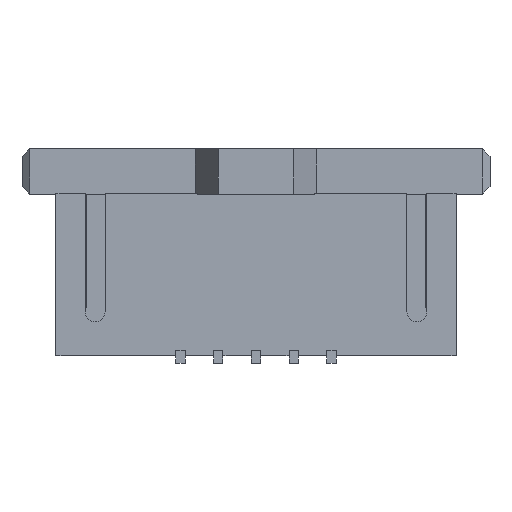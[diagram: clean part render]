
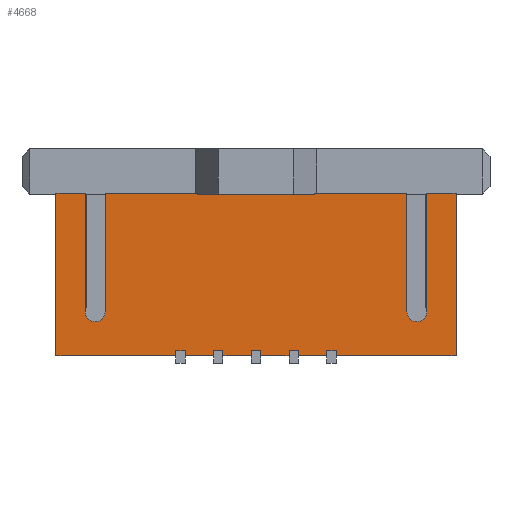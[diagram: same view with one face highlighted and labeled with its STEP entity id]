
A CAD part, front view. The second image highlights one B-rep face of the part: STEP entity #4668.
In plain terms, the highlighted planar face has unit normal (0, -1, 0).
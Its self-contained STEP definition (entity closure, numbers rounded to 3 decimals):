
#142=DIRECTION('',(-1.,0.,0.));
#143=VECTOR('',#142,0.78);
#144=CARTESIAN_POINT('',(-4.52,-1.5,0.));
#145=LINE('',#144,#143);
#158=DIRECTION('',(-1.,0.,0.));
#159=VECTOR('',#158,2.452);
#160=CARTESIAN_POINT('',(-1.548,-1.5,0.));
#161=LINE('',#160,#159);
#178=DIRECTION('',(-1.,0.,0.));
#179=VECTOR('',#178,2.452);
#180=CARTESIAN_POINT('',(4.,-1.5,0.));
#181=LINE('',#180,#179);
#190=DIRECTION('',(-1.,0.,0.));
#191=VECTOR('',#190,0.78);
#192=CARTESIAN_POINT('',(5.3,-1.5,0.));
#193=LINE('',#192,#191);
#546=DIRECTION('',(0.,0.,1.));
#547=VECTOR('',#546,4.3);
#548=CARTESIAN_POINT('',(5.3,-1.5,-4.3));
#549=LINE('',#548,#547);
#926=DIRECTION('',(0.,0.,1.));
#927=VECTOR('',#926,0.13);
#928=CARTESIAN_POINT('',(-2.125,-1.5,-4.3));
#929=LINE('',#928,#927);
#930=DIRECTION('',(0.,0.,1.));
#931=VECTOR('',#930,4.3);
#932=CARTESIAN_POINT('',(-5.3,-1.5,-4.3));
#933=LINE('',#932,#931);
#934=DIRECTION('',(0.,0.,-1.));
#935=VECTOR('',#934,3.14);
#936=CARTESIAN_POINT('',(-4.52,-1.5,0.));
#937=LINE('',#936,#935);
#938=CARTESIAN_POINT('',(-4.26,-1.5,-3.14));
#939=DIRECTION('',(0.,1.,0.));
#940=DIRECTION('',(1.,0.,0.));
#941=AXIS2_PLACEMENT_3D('',#938,#939,#940);
#943=DIRECTION('',(0.,0.,-1.));
#944=VECTOR('',#943,3.14);
#945=CARTESIAN_POINT('',(-4.,-1.5,0.));
#946=LINE('',#945,#944);
#947=DIRECTION('',(0.,0.,-1.));
#948=VECTOR('',#947,0.02);
#949=CARTESIAN_POINT('',(-1.548,-1.5,0.));
#950=LINE('',#949,#948);
#951=DIRECTION('',(1.,0.,0.));
#952=VECTOR('',#951,3.097);
#953=CARTESIAN_POINT('',(-1.548,-1.5,-0.02));
#954=LINE('',#953,#952);
#955=DIRECTION('',(0.,0.,-1.));
#956=VECTOR('',#955,0.02);
#957=CARTESIAN_POINT('',(1.548,-1.5,0.));
#958=LINE('',#957,#956);
#959=DIRECTION('',(0.,0.,-1.));
#960=VECTOR('',#959,3.14);
#961=CARTESIAN_POINT('',(4.,-1.5,0.));
#962=LINE('',#961,#960);
#963=CARTESIAN_POINT('',(4.26,-1.5,-3.14));
#964=DIRECTION('',(0.,1.,0.));
#965=DIRECTION('',(1.,0.,0.));
#966=AXIS2_PLACEMENT_3D('',#963,#964,#965);
#968=DIRECTION('',(0.,0.,-1.));
#969=VECTOR('',#968,3.14);
#970=CARTESIAN_POINT('',(4.52,-1.5,0.));
#971=LINE('',#970,#969);
#972=DIRECTION('',(0.,0.,-1.));
#973=VECTOR('',#972,0.13);
#974=CARTESIAN_POINT('',(2.125,-1.5,-4.17));
#975=LINE('',#974,#973);
#976=DIRECTION('',(-1.,0.,0.));
#977=VECTOR('',#976,0.25);
#978=CARTESIAN_POINT('',(2.125,-1.5,-4.17));
#979=LINE('',#978,#977);
#980=DIRECTION('',(0.,0.,-1.));
#981=VECTOR('',#980,0.13);
#982=CARTESIAN_POINT('',(1.875,-1.5,-4.17));
#983=LINE('',#982,#981);
#984=DIRECTION('',(0.,0.,1.));
#985=VECTOR('',#984,0.13);
#986=CARTESIAN_POINT('',(1.125,-1.5,-4.3));
#987=LINE('',#986,#985);
#988=DIRECTION('',(1.,0.,0.));
#989=VECTOR('',#988,0.25);
#990=CARTESIAN_POINT('',(0.875,-1.5,-4.17));
#991=LINE('',#990,#989);
#992=DIRECTION('',(0.,0.,1.));
#993=VECTOR('',#992,0.13);
#994=CARTESIAN_POINT('',(0.875,-1.5,-4.3));
#995=LINE('',#994,#993);
#996=DIRECTION('',(0.,0.,1.));
#997=VECTOR('',#996,0.13);
#998=CARTESIAN_POINT('',(0.125,-1.5,-4.3));
#999=LINE('',#998,#997);
#1000=DIRECTION('',(1.,0.,0.));
#1001=VECTOR('',#1000,0.25);
#1002=CARTESIAN_POINT('',(-0.125,-1.5,-4.17));
#1003=LINE('',#1002,#1001);
#1004=DIRECTION('',(0.,0.,1.));
#1005=VECTOR('',#1004,0.13);
#1006=CARTESIAN_POINT('',(-0.125,-1.5,-4.3));
#1007=LINE('',#1006,#1005);
#1008=DIRECTION('',(0.,0.,1.));
#1009=VECTOR('',#1008,0.13);
#1010=CARTESIAN_POINT('',(-0.875,-1.5,-4.3));
#1011=LINE('',#1010,#1009);
#1012=DIRECTION('',(1.,0.,0.));
#1013=VECTOR('',#1012,0.25);
#1014=CARTESIAN_POINT('',(-1.125,-1.5,-4.17));
#1015=LINE('',#1014,#1013);
#1016=DIRECTION('',(0.,0.,1.));
#1017=VECTOR('',#1016,0.13);
#1018=CARTESIAN_POINT('',(-1.125,-1.5,-4.3));
#1019=LINE('',#1018,#1017);
#1020=DIRECTION('',(0.,0.,1.));
#1021=VECTOR('',#1020,0.13);
#1022=CARTESIAN_POINT('',(-1.875,-1.5,-4.3));
#1023=LINE('',#1022,#1021);
#1024=DIRECTION('',(1.,0.,0.));
#1025=VECTOR('',#1024,0.25);
#1026=CARTESIAN_POINT('',(-2.125,-1.5,-4.17));
#1027=LINE('',#1026,#1025);
#1164=DIRECTION('',(-1.,0.,0.));
#1165=VECTOR('',#1164,3.175);
#1166=CARTESIAN_POINT('',(5.3,-1.5,-4.3));
#1167=LINE('',#1166,#1165);
#1208=DIRECTION('',(-1.,0.,0.));
#1209=VECTOR('',#1208,0.75);
#1210=CARTESIAN_POINT('',(1.875,-1.5,-4.3));
#1211=LINE('',#1210,#1209);
#1224=DIRECTION('',(-1.,0.,0.));
#1225=VECTOR('',#1224,0.75);
#1226=CARTESIAN_POINT('',(0.875,-1.5,-4.3));
#1227=LINE('',#1226,#1225);
#1240=DIRECTION('',(-1.,0.,0.));
#1241=VECTOR('',#1240,0.75);
#1242=CARTESIAN_POINT('',(-0.125,-1.5,-4.3));
#1243=LINE('',#1242,#1241);
#1288=DIRECTION('',(-1.,0.,0.));
#1289=VECTOR('',#1288,3.175);
#1290=CARTESIAN_POINT('',(-2.125,-1.5,-4.3));
#1291=LINE('',#1290,#1289);
#1296=DIRECTION('',(-1.,0.,0.));
#1297=VECTOR('',#1296,0.75);
#1298=CARTESIAN_POINT('',(-1.125,-1.5,-4.3));
#1299=LINE('',#1298,#1297);
#2738=CARTESIAN_POINT('',(-5.3,-1.5,-4.3));
#2739=CARTESIAN_POINT('',(-5.3,-1.5,0.));
#2740=VERTEX_POINT('',#2738);
#2741=VERTEX_POINT('',#2739);
#2742=CARTESIAN_POINT('',(5.3,-1.5,-4.3));
#2743=CARTESIAN_POINT('',(5.3,-1.5,0.));
#2744=VERTEX_POINT('',#2742);
#2745=VERTEX_POINT('',#2743);
#2766=CARTESIAN_POINT('',(-4.,-1.5,0.));
#2767=CARTESIAN_POINT('',(-4.,-1.5,-3.14));
#2768=VERTEX_POINT('',#2766);
#2769=VERTEX_POINT('',#2767);
#2770=CARTESIAN_POINT('',(-4.52,-1.5,-3.14));
#2771=VERTEX_POINT('',#2770);
#2772=CARTESIAN_POINT('',(-4.52,-1.5,0.));
#2773=VERTEX_POINT('',#2772);
#2774=CARTESIAN_POINT('',(4.52,-1.5,0.));
#2775=CARTESIAN_POINT('',(4.52,-1.5,-3.14));
#2776=VERTEX_POINT('',#2774);
#2777=VERTEX_POINT('',#2775);
#2778=CARTESIAN_POINT('',(4.,-1.5,-3.14));
#2779=VERTEX_POINT('',#2778);
#2780=CARTESIAN_POINT('',(4.,-1.5,0.));
#2781=VERTEX_POINT('',#2780);
#2914=CARTESIAN_POINT('',(1.875,-1.5,-4.17));
#2915=CARTESIAN_POINT('',(1.875,-1.5,-4.3));
#2916=VERTEX_POINT('',#2914);
#2917=VERTEX_POINT('',#2915);
#2918=CARTESIAN_POINT('',(2.125,-1.5,-4.17));
#2919=CARTESIAN_POINT('',(2.125,-1.5,-4.3));
#2920=VERTEX_POINT('',#2918);
#2921=VERTEX_POINT('',#2919);
#3020=CARTESIAN_POINT('',(-1.548,-1.5,-0.02));
#3021=VERTEX_POINT('',#3020);
#3022=CARTESIAN_POINT('',(1.548,-1.5,-0.02));
#3023=VERTEX_POINT('',#3022);
#3208=CARTESIAN_POINT('',(-1.548,-1.5,0.));
#3209=VERTEX_POINT('',#3208);
#3210=CARTESIAN_POINT('',(1.548,-1.5,0.));
#3211=VERTEX_POINT('',#3210);
#3302=CARTESIAN_POINT('',(0.875,-1.5,-4.17));
#3303=VERTEX_POINT('',#3302);
#3304=CARTESIAN_POINT('',(1.125,-1.5,-4.17));
#3305=VERTEX_POINT('',#3304);
#3370=CARTESIAN_POINT('',(-0.125,-1.5,-4.17));
#3371=VERTEX_POINT('',#3370);
#3372=CARTESIAN_POINT('',(0.125,-1.5,-4.17));
#3373=VERTEX_POINT('',#3372);
#3402=CARTESIAN_POINT('',(0.875,-1.5,-4.3));
#3404=VERTEX_POINT('',#3402);
#3406=CARTESIAN_POINT('',(1.125,-1.5,-4.3));
#3408=VERTEX_POINT('',#3406);
#3414=CARTESIAN_POINT('',(-0.125,-1.5,-4.3));
#3416=VERTEX_POINT('',#3414);
#3418=CARTESIAN_POINT('',(0.125,-1.5,-4.3));
#3420=VERTEX_POINT('',#3418);
#3462=CARTESIAN_POINT('',(-1.125,-1.5,-4.17));
#3463=VERTEX_POINT('',#3462);
#3464=CARTESIAN_POINT('',(-0.875,-1.5,-4.17));
#3465=VERTEX_POINT('',#3464);
#3494=CARTESIAN_POINT('',(-1.125,-1.5,-4.3));
#3496=VERTEX_POINT('',#3494);
#3498=CARTESIAN_POINT('',(-0.875,-1.5,-4.3));
#3500=VERTEX_POINT('',#3498);
#3542=CARTESIAN_POINT('',(-2.125,-1.5,-4.17));
#3543=VERTEX_POINT('',#3542);
#3544=CARTESIAN_POINT('',(-1.875,-1.5,-4.17));
#3545=VERTEX_POINT('',#3544);
#3574=CARTESIAN_POINT('',(-2.125,-1.5,-4.3));
#3576=VERTEX_POINT('',#3574);
#3578=CARTESIAN_POINT('',(-1.875,-1.5,-4.3));
#3580=VERTEX_POINT('',#3578);
#4597=CARTESIAN_POINT('',(-5.3,-1.5,0.));
#4598=DIRECTION('',(0.,-1.,0.));
#4599=DIRECTION('',(1.,0.,0.));
#4600=AXIS2_PLACEMENT_3D('',#4597,#4598,#4599);
#4601=PLANE('',#4600);
#4603=ORIENTED_EDGE('',*,*,#4602,.F.);
#4605=ORIENTED_EDGE('',*,*,#4604,.T.);
#4607=ORIENTED_EDGE('',*,*,#4606,.T.);
#4608=ORIENTED_EDGE('',*,*,#3595,.F.);
#4610=ORIENTED_EDGE('',*,*,#4609,.T.);
#4612=ORIENTED_EDGE('',*,*,#4611,.F.);
#4614=ORIENTED_EDGE('',*,*,#4613,.F.);
#4615=ORIENTED_EDGE('',*,*,#3611,.F.);
#4616=ORIENTED_EDGE('',*,*,#3940,.T.);
#4617=ORIENTED_EDGE('',*,*,#3807,.T.);
#4619=ORIENTED_EDGE('',*,*,#4618,.F.);
#4620=ORIENTED_EDGE('',*,*,#3629,.F.);
#4622=ORIENTED_EDGE('',*,*,#4621,.T.);
#4624=ORIENTED_EDGE('',*,*,#4623,.F.);
#4626=ORIENTED_EDGE('',*,*,#4625,.F.);
#4627=ORIENTED_EDGE('',*,*,#3643,.F.);
#4628=ORIENTED_EDGE('',*,*,#4076,.F.);
#4630=ORIENTED_EDGE('',*,*,#4629,.T.);
#4632=ORIENTED_EDGE('',*,*,#4631,.F.);
#4634=ORIENTED_EDGE('',*,*,#4633,.T.);
#4635=ORIENTED_EDGE('',*,*,#4539,.T.);
#4637=ORIENTED_EDGE('',*,*,#4636,.T.);
#4639=ORIENTED_EDGE('',*,*,#4638,.T.);
#4641=ORIENTED_EDGE('',*,*,#4640,.F.);
#4643=ORIENTED_EDGE('',*,*,#4642,.F.);
#4645=ORIENTED_EDGE('',*,*,#4644,.T.);
#4647=ORIENTED_EDGE('',*,*,#4646,.T.);
#4649=ORIENTED_EDGE('',*,*,#4648,.F.);
#4651=ORIENTED_EDGE('',*,*,#4650,.F.);
#4653=ORIENTED_EDGE('',*,*,#4652,.T.);
#4655=ORIENTED_EDGE('',*,*,#4654,.T.);
#4657=ORIENTED_EDGE('',*,*,#4656,.F.);
#4659=ORIENTED_EDGE('',*,*,#4658,.F.);
#4661=ORIENTED_EDGE('',*,*,#4660,.T.);
#4663=ORIENTED_EDGE('',*,*,#4662,.T.);
#4665=ORIENTED_EDGE('',*,*,#4664,.F.);
#4666=EDGE_LOOP('',(#4603,#4605,#4607,#4608,#4610,#4612,#4614,#4615,#4616,#4617,
#4619,#4620,#4622,#4624,#4626,#4627,#4628,#4630,#4632,#4634,#4635,#4637,#4639,
#4641,#4643,#4645,#4647,#4649,#4651,#4653,#4655,#4657,#4659,#4661,#4663,#4665));
#4667=FACE_OUTER_BOUND('',#4666,.F.);
#942=CIRCLE('',#941,0.26);
#967=CIRCLE('',#966,0.26);
#3595=EDGE_CURVE('',#2773,#2741,#145,.T.);
#3611=EDGE_CURVE('',#3209,#2768,#161,.T.);
#3629=EDGE_CURVE('',#2781,#3211,#181,.T.);
#3643=EDGE_CURVE('',#2745,#2776,#193,.T.);
#3807=EDGE_CURVE('',#3021,#3023,#954,.T.);
#3940=EDGE_CURVE('',#3209,#3021,#950,.T.);
#4076=EDGE_CURVE('',#2744,#2745,#549,.T.);
#4539=EDGE_CURVE('',#2916,#2917,#983,.T.);
#4602=EDGE_CURVE('',#3576,#3543,#929,.T.);
#4604=EDGE_CURVE('',#3576,#2740,#1291,.T.);
#4606=EDGE_CURVE('',#2740,#2741,#933,.T.);
#4609=EDGE_CURVE('',#2773,#2771,#937,.T.);
#4611=EDGE_CURVE('',#2769,#2771,#942,.T.);
#4613=EDGE_CURVE('',#2768,#2769,#946,.T.);
#4618=EDGE_CURVE('',#3211,#3023,#958,.T.);
#4621=EDGE_CURVE('',#2781,#2779,#962,.T.);
#4623=EDGE_CURVE('',#2777,#2779,#967,.T.);
#4625=EDGE_CURVE('',#2776,#2777,#971,.T.);
#4629=EDGE_CURVE('',#2744,#2921,#1167,.T.);
#4631=EDGE_CURVE('',#2920,#2921,#975,.T.);
#4633=EDGE_CURVE('',#2920,#2916,#979,.T.);
#4636=EDGE_CURVE('',#2917,#3408,#1211,.T.);
#4638=EDGE_CURVE('',#3408,#3305,#987,.T.);
#4640=EDGE_CURVE('',#3303,#3305,#991,.T.);
#4642=EDGE_CURVE('',#3404,#3303,#995,.T.);
#4644=EDGE_CURVE('',#3404,#3420,#1227,.T.);
#4646=EDGE_CURVE('',#3420,#3373,#999,.T.);
#4648=EDGE_CURVE('',#3371,#3373,#1003,.T.);
#4650=EDGE_CURVE('',#3416,#3371,#1007,.T.);
#4652=EDGE_CURVE('',#3416,#3500,#1243,.T.);
#4654=EDGE_CURVE('',#3500,#3465,#1011,.T.);
#4656=EDGE_CURVE('',#3463,#3465,#1015,.T.);
#4658=EDGE_CURVE('',#3496,#3463,#1019,.T.);
#4660=EDGE_CURVE('',#3496,#3580,#1299,.T.);
#4662=EDGE_CURVE('',#3580,#3545,#1023,.T.);
#4664=EDGE_CURVE('',#3543,#3545,#1027,.T.);
#4668=ADVANCED_FACE('',(#4667),#4601,.T.);
